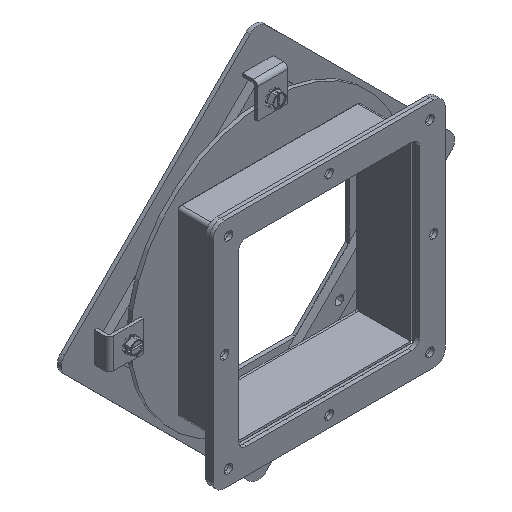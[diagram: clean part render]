
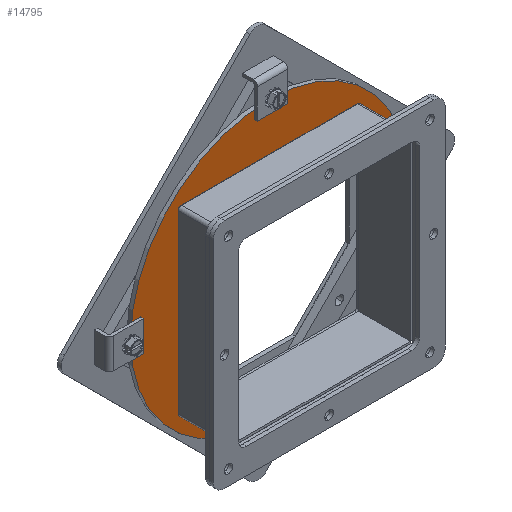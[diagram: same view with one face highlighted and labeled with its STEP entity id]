
A CAD part, isometric view. The second image highlights one B-rep face of the part: STEP entity #14795.
In plain terms, the highlighted planar face has unit normal (0, -1, 0).
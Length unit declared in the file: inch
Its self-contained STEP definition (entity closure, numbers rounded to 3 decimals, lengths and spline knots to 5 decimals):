
#230 = FACE_OUTER_BOUND ( 'NONE', #13080, .T. ) ;
#263 = CARTESIAN_POINT ( 'NONE',  ( -7.487, 1.718, -3.0725 ) ) ;
#334 = CIRCLE ( 'NONE', #12761, 0.062 ) ;
#608 = EDGE_CURVE ( 'NONE', #2518, #11901, #2319, .T. ) ;
#609 = CARTESIAN_POINT ( 'NONE',  ( 0.06, 1.718, -5.995 ) ) ;
#707 = EDGE_CURVE ( 'NONE', #12946, #12099, #2961, .T. ) ;
#962 = DIRECTION ( 'NONE',  ( -1., 0., 0. ) ) ;
#1246 = PLANE ( 'NONE',  #13734 ) ;
#1259 = DIRECTION ( 'NONE',  ( 0., 1., 0. ) ) ;
#1436 = DIRECTION ( 'NONE',  ( -1., 0., 0. ) ) ;
#1772 = CARTESIAN_POINT ( 'NONE',  ( -5.909, 1.718, -0.15 ) ) ;
#1835 = LINE ( 'NONE', #12908, #16535 ) ;
#1940 = ORIENTED_EDGE ( 'NONE', *, *, #17483, .T. ) ;
#1962 = ORIENTED_EDGE ( 'NONE', *, *, #12783, .T. ) ;
#2276 = VERTEX_POINT ( 'NONE', #3600 ) ;
#2319 = LINE ( 'NONE', #8622, #3827 ) ;
#2518 = VERTEX_POINT ( 'NONE', #7574 ) ;
#2527 = AXIS2_PLACEMENT_3D ( 'NONE', #8177, #14787, #10809 ) ;
#2961 = CIRCLE ( 'NONE', #13098, 4.5625 ) ;
#3150 = CARTESIAN_POINT ( 'NONE',  ( -5.909, 1.718, -5.995 ) ) ;
#3198 = ORIENTED_EDGE ( 'NONE', *, *, #11188, .T. ) ;
#3349 = VERTEX_POINT ( 'NONE', #609 ) ;
#3412 = VERTEX_POINT ( 'NONE', #8456 ) ;
#3566 = ORIENTED_EDGE ( 'NONE', *, *, #608, .T. ) ;
#3600 = CARTESIAN_POINT ( 'NONE',  ( 0.06, 1.718, -0.15 ) ) ;
#3795 = DIRECTION ( 'NONE',  ( 1., 0., 0. ) ) ;
#3827 = VECTOR ( 'NONE', #15597, 39.37008 ) ;
#3862 = EDGE_LOOP ( 'NONE', ( #17136, #3566, #12566, #1962, #16212, #3198, #12812, #1940 ) ) ;
#4101 = VERTEX_POINT ( 'NONE', #15063 ) ;
#4157 = CARTESIAN_POINT ( 'NONE',  ( -2.9245, 1.718, -3.0725 ) ) ;
#4187 = DIRECTION ( 'NONE',  ( -1., 0., 0. ) ) ;
#4312 = VECTOR ( 'NONE', #3795, 39.37008 ) ;
#4330 = EDGE_CURVE ( 'NONE', #3349, #2518, #5517, .T. ) ;
#4619 = EDGE_CURVE ( 'NONE', #14836, #4101, #8638, .T. ) ;
#5517 = CIRCLE ( 'NONE', #10738, 0.062 ) ;
#5712 = CIRCLE ( 'NONE', #2527, 0.062 ) ;
#6681 = LINE ( 'NONE', #13580, #9626 ) ;
#6812 = CARTESIAN_POINT ( 'NONE',  ( -5.847, 1.718, -6.057 ) ) ;
#6904 = CARTESIAN_POINT ( 'NONE',  ( -0.002, 1.718, -5.995 ) ) ;
#7491 = AXIS2_PLACEMENT_3D ( 'NONE', #16508, #1259, #1436 ) ;
#7533 = DIRECTION ( 'NONE',  ( 0., 1., 0. ) ) ;
#7574 = CARTESIAN_POINT ( 'NONE',  ( -0.002, 1.718, -6.057 ) ) ;
#7944 = DIRECTION ( 'NONE',  ( 0., 0., 1. ) ) ;
#8148 = FACE_BOUND ( 'NONE', #3862, .T. ) ;
#8177 = CARTESIAN_POINT ( 'NONE',  ( -5.847, 1.718, -5.995 ) ) ;
#8456 = CARTESIAN_POINT ( 'NONE',  ( -0.002, 1.718, -0.088 ) ) ;
#8622 = CARTESIAN_POINT ( 'NONE',  ( -5.909, 1.718, -6.057 ) ) ;
#8625 = DIRECTION ( 'NONE',  ( -1., 0., 0. ) ) ;
#8638 = CIRCLE ( 'NONE', #7491, 0.062 ) ;
#8701 = ORIENTED_EDGE ( 'NONE', *, *, #12970, .F. ) ;
#8754 = AXIS2_PLACEMENT_3D ( 'NONE', #11528, #7533, #8625 ) ;
#8800 = CARTESIAN_POINT ( 'NONE',  ( 1.638, 1.718, -3.0725 ) ) ;
#9626 = VECTOR ( 'NONE', #7944, 39.37008 ) ;
#9679 = CARTESIAN_POINT ( 'NONE',  ( -2.9245, 1.718, -3.0725 ) ) ;
#9926 = DIRECTION ( 'NONE',  ( 0., 0., -1. ) ) ;
#10501 = CIRCLE ( 'NONE', #8754, 4.5625 ) ;
#10738 = AXIS2_PLACEMENT_3D ( 'NONE', #6904, #16613, #4187 ) ;
#10809 = DIRECTION ( 'NONE',  ( -1., 0., 0. ) ) ;
#11188 = EDGE_CURVE ( 'NONE', #4101, #3412, #17397, .T. ) ;
#11528 = CARTESIAN_POINT ( 'NONE',  ( -2.9245, 1.718, -3.0725 ) ) ;
#11901 = VERTEX_POINT ( 'NONE', #6812 ) ;
#12005 = EDGE_CURVE ( 'NONE', #11901, #12548, #5712, .T. ) ;
#12099 = VERTEX_POINT ( 'NONE', #263 ) ;
#12548 = VERTEX_POINT ( 'NONE', #3150 ) ;
#12566 = ORIENTED_EDGE ( 'NONE', *, *, #12005, .T. ) ;
#12761 = AXIS2_PLACEMENT_3D ( 'NONE', #17280, #15740, #15836 ) ;
#12783 = EDGE_CURVE ( 'NONE', #12548, #14836, #6681, .T. ) ;
#12812 = ORIENTED_EDGE ( 'NONE', *, *, #17109, .T. ) ;
#12908 = CARTESIAN_POINT ( 'NONE',  ( 0.06, 1.718, -6.057 ) ) ;
#12946 = VERTEX_POINT ( 'NONE', #8800 ) ;
#12970 = EDGE_CURVE ( 'NONE', #12099, #12946, #10501, .T. ) ;
#13080 = EDGE_LOOP ( 'NONE', ( #8701, #14681 ) ) ;
#13098 = AXIS2_PLACEMENT_3D ( 'NONE', #9679, #15202, #962 ) ;
#13580 = CARTESIAN_POINT ( 'NONE',  ( -5.909, 1.718, -0.088 ) ) ;
#13685 = DIRECTION ( 'NONE',  ( 0., 1., 0. ) ) ;
#13734 = AXIS2_PLACEMENT_3D ( 'NONE', #4157, #13685, #17930 ) ;
#14678 = CARTESIAN_POINT ( 'NONE',  ( 0.06, 1.718, -0.088 ) ) ;
#14681 = ORIENTED_EDGE ( 'NONE', *, *, #707, .F. ) ;
#14787 = DIRECTION ( 'NONE',  ( 0., 1., 0. ) ) ;
#14795 = ADVANCED_FACE ( 'NONE', ( #230, #8148 ), #1246, .F. ) ;
#14836 = VERTEX_POINT ( 'NONE', #1772 ) ;
#15063 = CARTESIAN_POINT ( 'NONE',  ( -5.847, 1.718, -0.088 ) ) ;
#15202 = DIRECTION ( 'NONE',  ( 0., 1., 0. ) ) ;
#15597 = DIRECTION ( 'NONE',  ( -1., 0., 0. ) ) ;
#15740 = DIRECTION ( 'NONE',  ( 0., 1., 0. ) ) ;
#15836 = DIRECTION ( 'NONE',  ( -1., 0., 0. ) ) ;
#16212 = ORIENTED_EDGE ( 'NONE', *, *, #4619, .T. ) ;
#16508 = CARTESIAN_POINT ( 'NONE',  ( -5.847, 1.718, -0.15 ) ) ;
#16535 = VECTOR ( 'NONE', #9926, 39.37008 ) ;
#16613 = DIRECTION ( 'NONE',  ( 0., 1., 0. ) ) ;
#17109 = EDGE_CURVE ( 'NONE', #3412, #2276, #334, .T. ) ;
#17136 = ORIENTED_EDGE ( 'NONE', *, *, #4330, .T. ) ;
#17280 = CARTESIAN_POINT ( 'NONE',  ( -0.002, 1.718, -0.15 ) ) ;
#17397 = LINE ( 'NONE', #14678, #4312 ) ;
#17483 = EDGE_CURVE ( 'NONE', #2276, #3349, #1835, .T. ) ;
#17930 = DIRECTION ( 'NONE',  ( -1., 0., 0. ) ) ;
